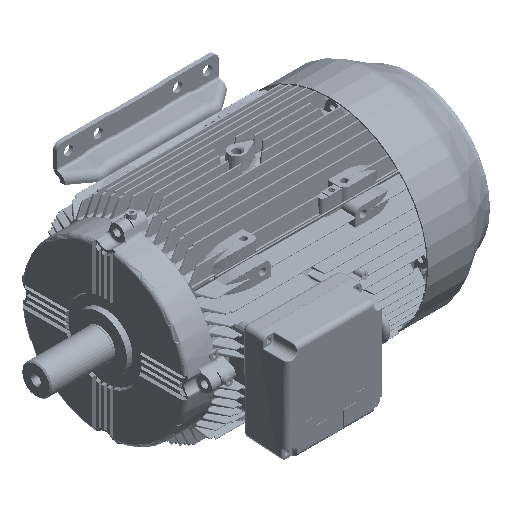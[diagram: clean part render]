
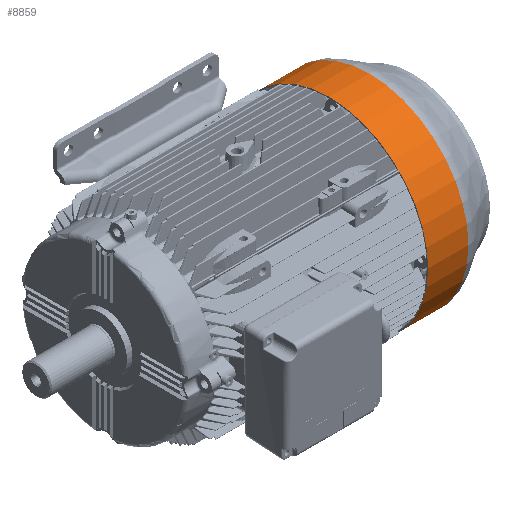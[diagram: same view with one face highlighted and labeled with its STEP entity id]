
A CAD part, isometric view. The second image highlights one B-rep face of the part: STEP entity #8859.
In plain terms, the highlighted cylindrical face has radius 127.4 mm (diameter 254.8 mm), a full revolution.
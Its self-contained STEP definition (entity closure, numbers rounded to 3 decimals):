
#8859 = ADVANCED_FACE( '', ( #20594, #20595 ), #20596, .T. );
#20594 = FACE_OUTER_BOUND( '', #76761, .T. );
#20595 = FACE_OUTER_BOUND( '', #76762, .T. );
#20596 = CYLINDRICAL_SURFACE( '', #76763, 127.4 );
#76761 = EDGE_LOOP( '', ( #162093 ) );
#76762 = EDGE_LOOP( '', ( #162094 ) );
#76763 = AXIS2_PLACEMENT_3D( '', #162095, #162096, #162097 );
#162093 = ORIENTED_EDGE( '', *, *, #193981, .T. );
#162094 = ORIENTED_EDGE( '', *, *, #186426, .T. );
#162095 = CARTESIAN_POINT( '', ( 226.5, 0., 0. ) );
#162096 = DIRECTION( '', ( -1., 0., 0. ) );
#162097 = DIRECTION( '', ( 0., 0., -1. ) );
#186426 = EDGE_CURVE( '', #204713, #204713, #204714, .T. );
#193981 = EDGE_CURVE( '', #216403, #216403, #216404, .T. );
#204713 = VERTEX_POINT( '', #242249 );
#204714 = CIRCLE( '', #242250, 127.4 );
#216403 = VERTEX_POINT( '', #290011 );
#216404 = CIRCLE( '', #290012, 127.4 );
#242249 = CARTESIAN_POINT( '', ( 118.5, 0., -127.4 ) );
#242250 = AXIS2_PLACEMENT_3D( '', #324947, #324948, #324949 );
#290011 = CARTESIAN_POINT( '', ( 170.231, 0., 127.4 ) );
#290012 = AXIS2_PLACEMENT_3D( '', #333761, #333762, #333763 );
#324947 = CARTESIAN_POINT( '', ( 118.5, 0., 0. ) );
#324948 = DIRECTION( '', ( 1., 0., 0. ) );
#324949 = DIRECTION( '', ( 0., 0., -1. ) );
#333761 = CARTESIAN_POINT( '', ( 170.231, 0., 0. ) );
#333762 = DIRECTION( '', ( -1., 0., 0. ) );
#333763 = DIRECTION( '', ( 0., 0., 1. ) );
